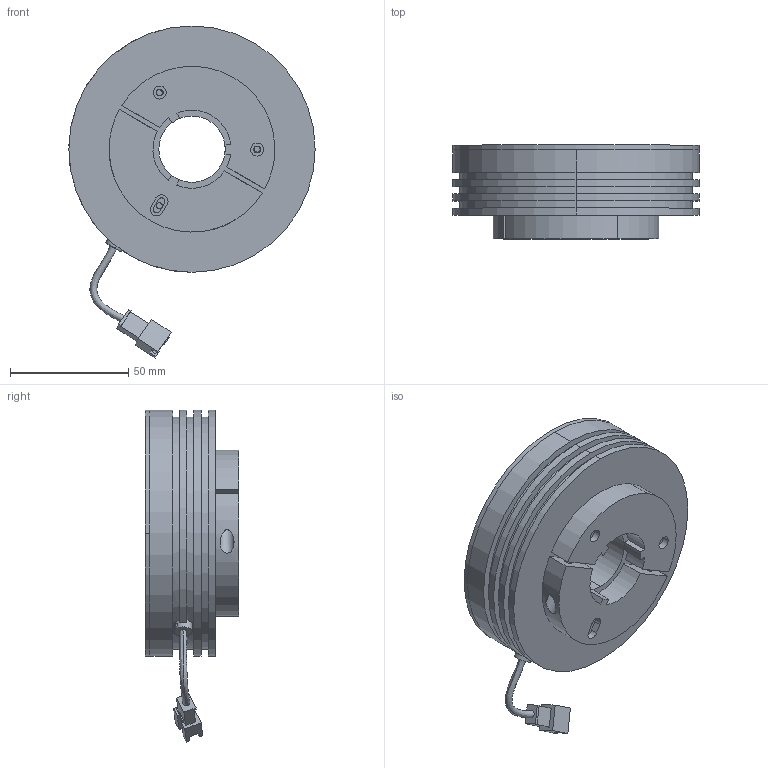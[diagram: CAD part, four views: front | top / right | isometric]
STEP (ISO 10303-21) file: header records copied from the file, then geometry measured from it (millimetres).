
FILE_DESCRIPTION (( 'STEP AP214' ), '1' );
FILE_NAME ('LTRN23.STEP', '2013-04-05T13:40:46', ( 'Work' ), ( '' ), 'SwSTEP 2.0', 'SolidWorks 2012', '' );
FILE_SCHEMA (( 'AUTOMOTIVE_DESIGN' ));
Length unit declared in the file: millimetre
Products named in the file (1): LTRN23
Bounding box: 104 x 39.6 x 140.17 mm (x, y, z)
Surface area: 53318.2 mm2 (no closed solid volume)
Topology: 0 solids, 7 shells, 176 faces, 521 edges, 358 vertices
Faces by surface type: plane 95, cylinder 79, bspline 2
Entity records: 8379 total; most frequent: CARTESIAN_POINT 1540, DIRECTION 1047, ORIENTED_EDGE 931, EDGE_CURVE 521, AXIS2_PLACEMENT_3D 369, VERTEX_POINT 358, LINE 309, VECTOR 309
